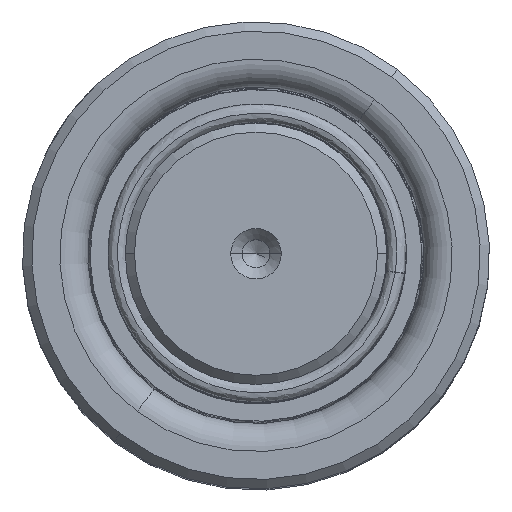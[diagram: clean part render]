
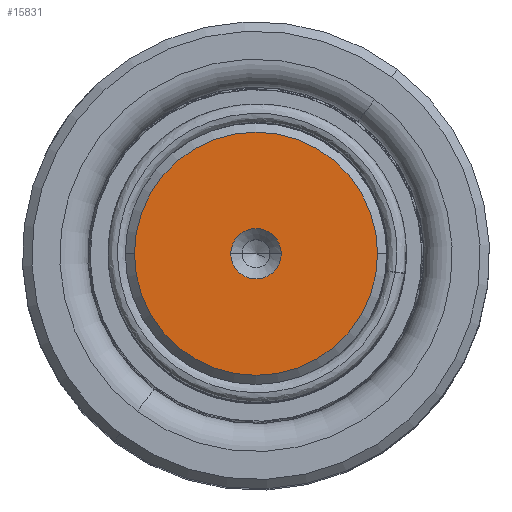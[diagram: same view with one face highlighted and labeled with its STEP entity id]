
A CAD part, top view. The second image highlights one B-rep face of the part: STEP entity #15831.
In plain terms, the highlighted planar face has unit normal (0, 0, 1).
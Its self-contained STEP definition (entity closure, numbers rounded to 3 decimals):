
#90 = EDGE_LOOP ( 'NONE', ( #16552, #35765 ) ) ;
#1109 = ORIENTED_EDGE ( 'NONE', *, *, #53115, .F. ) ;
#2517 = DIRECTION ( 'NONE',  ( 0., 0., 1. ) ) ;
#3116 = VERTEX_POINT ( 'NONE', #54946 ) ;
#4639 = CARTESIAN_POINT ( 'NONE',  ( 13.012, 0., 180. ) ) ;
#9081 = EDGE_LOOP ( 'NONE', ( #20741, #1109 ) ) ;
#9145 = EDGE_CURVE ( 'NONE', #43821, #3116, #48613, .T. ) ;
#13332 = DIRECTION ( 'NONE',  ( 1., 0., 0. ) ) ;
#13851 = CARTESIAN_POINT ( 'NONE',  ( 0., 0., 180. ) ) ;
#14301 = DIRECTION ( 'NONE',  ( 1., 0., 0. ) ) ;
#15780 = AXIS2_PLACEMENT_3D ( 'NONE', #52016, #22496, #13332 ) ;
#15831 = ADVANCED_FACE ( 'NONE', ( #60693, #54554 ), #17499, .T. ) ;
#16552 = ORIENTED_EDGE ( 'NONE', *, *, #34131, .T. ) ;
#17499 = PLANE ( 'NONE',  #58855 ) ;
#20612 = AXIS2_PLACEMENT_3D ( 'NONE', #26882, #22414, #56006 ) ;
#20741 = ORIENTED_EDGE ( 'NONE', *, *, #9145, .F. ) ;
#20767 = CARTESIAN_POINT ( 'NONE',  ( 0., 0., 180. ) ) ;
#20916 = VERTEX_POINT ( 'NONE', #26190 ) ;
#22414 = DIRECTION ( 'NONE',  ( 0., 0., 1. ) ) ;
#22496 = DIRECTION ( 'NONE',  ( 0., 0., 1. ) ) ;
#25346 = CIRCLE ( 'NONE', #20612, 13.012 ) ;
#26190 = CARTESIAN_POINT ( 'NONE',  ( -13.012, 0., 180. ) ) ;
#26882 = CARTESIAN_POINT ( 'NONE',  ( 0., 0., 180. ) ) ;
#32555 = VERTEX_POINT ( 'NONE', #4639 ) ;
#33473 = DIRECTION ( 'NONE',  ( 0., 0., 1. ) ) ;
#33638 = CIRCLE ( 'NONE', #15780, 13.012 ) ;
#34131 = EDGE_CURVE ( 'NONE', #20916, #32555, #25346, .T. ) ;
#35765 = ORIENTED_EDGE ( 'NONE', *, *, #37737, .T. ) ;
#37737 = EDGE_CURVE ( 'NONE', #32555, #20916, #33638, .T. ) ;
#40219 = DIRECTION ( 'NONE',  ( 0., 0., 1. ) ) ;
#40962 = CIRCLE ( 'NONE', #53515, 2.7 ) ;
#43821 = VERTEX_POINT ( 'NONE', #60941 ) ;
#45134 = DIRECTION ( 'NONE',  ( 1., 0., 0. ) ) ;
#48613 = CIRCLE ( 'NONE', #57889, 2.7 ) ;
#52016 = CARTESIAN_POINT ( 'NONE',  ( 0., 0., 180. ) ) ;
#53115 = EDGE_CURVE ( 'NONE', #3116, #43821, #40962, .T. ) ;
#53515 = AXIS2_PLACEMENT_3D ( 'NONE', #20767, #40219, #45134 ) ;
#54554 = FACE_OUTER_BOUND ( 'NONE', #90, .T. ) ;
#54946 = CARTESIAN_POINT ( 'NONE',  ( -2.7, 0., 180. ) ) ;
#56006 = DIRECTION ( 'NONE',  ( 1., 0., 0. ) ) ;
#57039 = CARTESIAN_POINT ( 'NONE',  ( 0., 0., 180. ) ) ;
#57889 = AXIS2_PLACEMENT_3D ( 'NONE', #13851, #33473, #14301 ) ;
#58855 = AXIS2_PLACEMENT_3D ( 'NONE', #57039, #2517, #61341 ) ;
#60693 = FACE_BOUND ( 'NONE', #9081, .T. ) ;
#60941 = CARTESIAN_POINT ( 'NONE',  ( 2.7, 0., 180. ) ) ;
#61341 = DIRECTION ( 'NONE',  ( 1., 0., 0. ) ) ;
